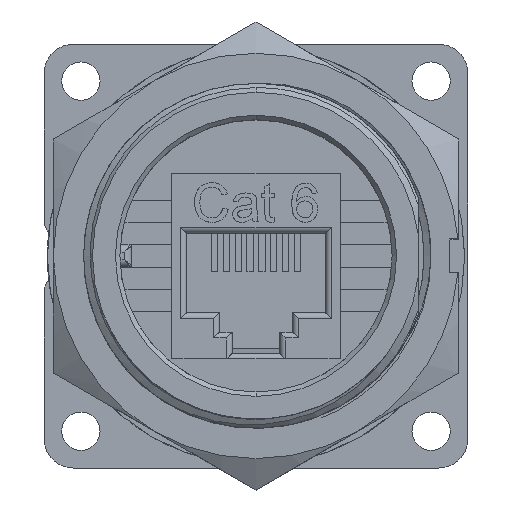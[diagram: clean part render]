
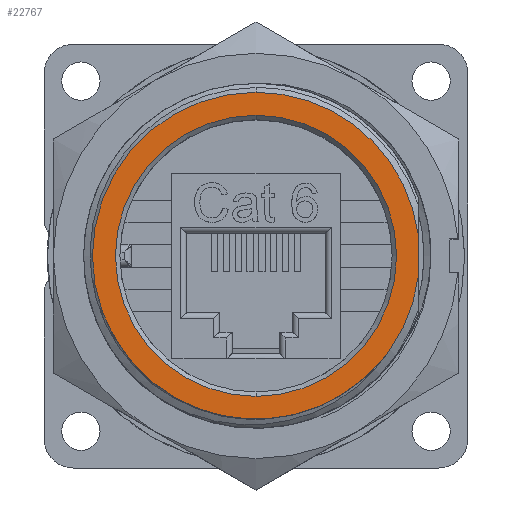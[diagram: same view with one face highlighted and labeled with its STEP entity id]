
A CAD part, top view. The second image highlights one B-rep face of the part: STEP entity #22767.
In plain terms, the highlighted planar face has unit normal (0, 0, 1).
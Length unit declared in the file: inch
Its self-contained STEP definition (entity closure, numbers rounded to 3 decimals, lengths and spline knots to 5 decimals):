
#503 = CARTESIAN_POINT ( 'NONE',  ( 0., 0., 0.665 ) ) ;
#513 = DIRECTION ( 'NONE',  ( 0., 0., -1. ) ) ;
#514 = DIRECTION ( 'NONE',  ( 0., -1., 0. ) ) ;
#818 = CIRCLE ( 'NONE', #10670, 0.555 ) ;
#819 = CIRCLE ( 'NONE', #10673, 0.555 ) ;
#823 = CIRCLE ( 'NONE', #19947, 0.477 ) ;
#979 = CARTESIAN_POINT ( 'NONE',  ( 0.42825, -0.35145, 0.665 ) ) ;
#1037 = CARTESIAN_POINT ( 'NONE',  ( 0., 0.477, 0.665 ) ) ;
#1086 = CARTESIAN_POINT ( 'NONE',  ( 0., 0.555, 0.665 ) ) ;
#1087 = CARTESIAN_POINT ( 'NONE',  ( 0.01713, -0.55474, 0.665 ) ) ;
#1129 = CARTESIAN_POINT ( 'NONE',  ( 0.05971, -0.55077, 0.665 ) ) ;
#1137 = CARTESIAN_POINT ( 'NONE',  ( 0., -0.555, 0.665 ) ) ;
#1238 = CARTESIAN_POINT ( 'NONE',  ( 0., -0.477, 0.665 ) ) ;
#1521 = CARTESIAN_POINT ( 'NONE',  ( 0.55, 0.07433, 0.665 ) ) ;
#1672 = VERTEX_POINT ( 'NONE', #1521 ) ;
#1804 = CARTESIAN_POINT ( 'NONE',  ( 0.55, -0.07433, 0.665 ) ) ;
#1807 = CARTESIAN_POINT ( 'NONE',  ( 0.45425, -0.31888, 0.665 ) ) ;
#1881 = VERTEX_POINT ( 'NONE', #1807 ) ;
#1883 = VERTEX_POINT ( 'NONE', #1804 ) ;
#4412 = PLANE ( 'NONE',  #22997 ) ;
#4413 = CARTESIAN_POINT ( 'NONE',  ( 0., 0., 0.665 ) ) ;
#4414 = DIRECTION ( 'NONE',  ( 0., 0., 1. ) ) ;
#4415 = DIRECTION ( 'NONE',  ( 1., 0., 0. ) ) ;
#10089 = CARTESIAN_POINT ( 'NONE',  ( 0.01713, -0.55474, 0.665 ) ) ;
#10090 = CARTESIAN_POINT ( 'NONE',  ( 0.03138, -0.55397, 0.665 ) ) ;
#10091 = CARTESIAN_POINT ( 'NONE',  ( 0.04557, -0.55265, 0.665 ) ) ;
#10092 = CARTESIAN_POINT ( 'NONE',  ( 0.05971, -0.55077, 0.665 ) ) ;
#10164 = CARTESIAN_POINT ( 'NONE',  ( 0., 0., 0.665 ) ) ;
#10165 = DIRECTION ( 'NONE',  ( 0., 0., 1. ) ) ;
#10166 = DIRECTION ( 'NONE',  ( -1., 0., 0. ) ) ;
#10167 = CARTESIAN_POINT ( 'NONE',  ( 0.42825, -0.35145, 0.665 ) ) ;
#10198 = CARTESIAN_POINT ( 'NONE',  ( 0.43733, -0.34092, 0.665 ) ) ;
#10199 = CARTESIAN_POINT ( 'NONE',  ( 0.446, -0.33006, 0.665 ) ) ;
#10200 = CARTESIAN_POINT ( 'NONE',  ( 0.45425, -0.31888, 0.665 ) ) ;
#10201 = CARTESIAN_POINT ( 'NONE',  ( 0., 0., 0.665 ) ) ;
#10202 = LINE ( 'NONE', #10203, #10684 ) ;
#10203 = CARTESIAN_POINT ( 'NONE',  ( 0.55, 0.477, 0.665 ) ) ;
#10204 = DIRECTION ( 'NONE',  ( 0., 1., 0. ) ) ;
#10205 = DIRECTION ( 'NONE',  ( 0., 0., -1. ) ) ;
#10206 = DIRECTION ( 'NONE',  ( 0., 1., 0. ) ) ;
#10670 = AXIS2_PLACEMENT_3D ( 'NONE', #10201, #10205, #10206 ) ;
#10673 = AXIS2_PLACEMENT_3D ( 'NONE', #10164, #10165, #10166 ) ;
#10684 = VECTOR ( 'NONE', #10204, 39.37008 ) ;
#11504 = AXIS2_PLACEMENT_3D ( 'NONE', #24278, #24279, #24280 ) ;
#11605 = AXIS2_PLACEMENT_3D ( 'NONE', #503, #513, #514 ) ;
#11659 = AXIS2_PLACEMENT_3D ( 'NONE', #20784, #20785, #20786 ) ;
#11749 = AXIS2_PLACEMENT_3D ( 'NONE', #21228, #21232, #21233 ) ;
#12490 = CARTESIAN_POINT ( 'NONE',  ( 0., 0., 0.665 ) ) ;
#12509 = DIRECTION ( 'NONE',  ( 0., 0., -1. ) ) ;
#12510 = DIRECTION ( 'NONE',  ( 0., -1., 0. ) ) ;
#13555 = EDGE_LOOP ( 'NONE', ( #15407, #15412, #15409, #15446, #15324, #15566, #15329, #15567 ) ) ;
#13768 = EDGE_LOOP ( 'NONE', ( #15571, #15574 ) ) ;
#15127 = VERTEX_POINT ( 'NONE', #1087 ) ;
#15195 = VERTEX_POINT ( 'NONE', #1037 ) ;
#15240 = VERTEX_POINT ( 'NONE', #1238 ) ;
#15324 = ORIENTED_EDGE ( 'NONE', *, *, #22838, .T. ) ;
#15329 = ORIENTED_EDGE ( 'NONE', *, *, #16605, .F. ) ;
#15407 = ORIENTED_EDGE ( 'NONE', *, *, #22818, .T. ) ;
#15409 = ORIENTED_EDGE ( 'NONE', *, *, #22837, .T. ) ;
#15412 = ORIENTED_EDGE ( 'NONE', *, *, #16325, .T. ) ;
#15442 = VERTEX_POINT ( 'NONE', #1137 ) ;
#15445 = VERTEX_POINT ( 'NONE', #1129 ) ;
#15446 = ORIENTED_EDGE ( 'NONE', *, *, #22826, .T. ) ;
#15456 = VERTEX_POINT ( 'NONE', #1086 ) ;
#15485 = VERTEX_POINT ( 'NONE', #979 ) ;
#15566 = ORIENTED_EDGE ( 'NONE', *, *, #22839, .F. ) ;
#15567 = ORIENTED_EDGE ( 'NONE', *, *, #16501, .F. ) ;
#15571 = ORIENTED_EDGE ( 'NONE', *, *, #16446, .T. ) ;
#15574 = ORIENTED_EDGE ( 'NONE', *, *, #16839, .T. ) ;
#16325 = EDGE_CURVE ( 'NONE', #15445, #15485, #23180, .T. ) ;
#16446 = EDGE_CURVE ( 'NONE', #15240, #15195, #23144, .T. ) ;
#16501 = EDGE_CURVE ( 'NONE', #15127, #15442, #23110, .T. ) ;
#16605 = EDGE_CURVE ( 'NONE', #15442, #15456, #23103, .T. ) ;
#16839 = EDGE_CURVE ( 'NONE', #15195, #15240, #823, .T. ) ;
#16878 = B_SPLINE_CURVE_WITH_KNOTS ( 'NONE', 3,
 ( #10089, #10090, #10091, #10092 ),
 .UNSPECIFIED., .F., .F.,
 ( 4, 4 ),
 ( 0., 0.00109 ),
 .UNSPECIFIED. ) ;
#16887 = B_SPLINE_CURVE_WITH_KNOTS ( 'NONE', 3,
 ( #10167, #10198, #10199, #10200 ),
 .UNSPECIFIED., .F., .F.,
 ( 4, 4 ),
 ( 0., 0.00106 ),
 .UNSPECIFIED. ) ;
#19947 = AXIS2_PLACEMENT_3D ( 'NONE', #12490, #12509, #12510 ) ;
#20784 = CARTESIAN_POINT ( 'NONE',  ( 0., 0., 0.665 ) ) ;
#20785 = DIRECTION ( 'NONE',  ( 0., 0., -1. ) ) ;
#20786 = DIRECTION ( 'NONE',  ( 0., 1., 0. ) ) ;
#21228 = CARTESIAN_POINT ( 'NONE',  ( 0., 0., 0.665 ) ) ;
#21232 = DIRECTION ( 'NONE',  ( 0., 0., -1. ) ) ;
#21233 = DIRECTION ( 'NONE',  ( 0., 1., 0. ) ) ;
#22767 = ADVANCED_FACE ( 'NONE', ( #23005, #23002 ), #4412, .T. ) ;
#22818 = EDGE_CURVE ( 'NONE', #15127, #15445, #16878, .T. ) ;
#22826 = EDGE_CURVE ( 'NONE', #1881, #1883, #819, .T. ) ;
#22837 = EDGE_CURVE ( 'NONE', #15485, #1881, #16887, .T. ) ;
#22838 = EDGE_CURVE ( 'NONE', #1883, #1672, #10202, .T. ) ;
#22839 = EDGE_CURVE ( 'NONE', #15456, #1672, #818, .T. ) ;
#22997 = AXIS2_PLACEMENT_3D ( 'NONE', #4413, #4414, #4415 ) ;
#23002 = FACE_BOUND ( 'NONE', #13768, .T. ) ;
#23005 = FACE_OUTER_BOUND ( 'NONE', #13555, .T. ) ;
#23103 = CIRCLE ( 'NONE', #11749, 0.555 ) ;
#23110 = CIRCLE ( 'NONE', #11659, 0.555 ) ;
#23144 = CIRCLE ( 'NONE', #11605, 0.477 ) ;
#23180 = CIRCLE ( 'NONE', #11504, 0.554 ) ;
#24278 = CARTESIAN_POINT ( 'NONE',  ( 0., 0., 0.665 ) ) ;
#24279 = DIRECTION ( 'NONE',  ( 0., 0., 1. ) ) ;
#24280 = DIRECTION ( 'NONE',  ( -1., 0., 0. ) ) ;
